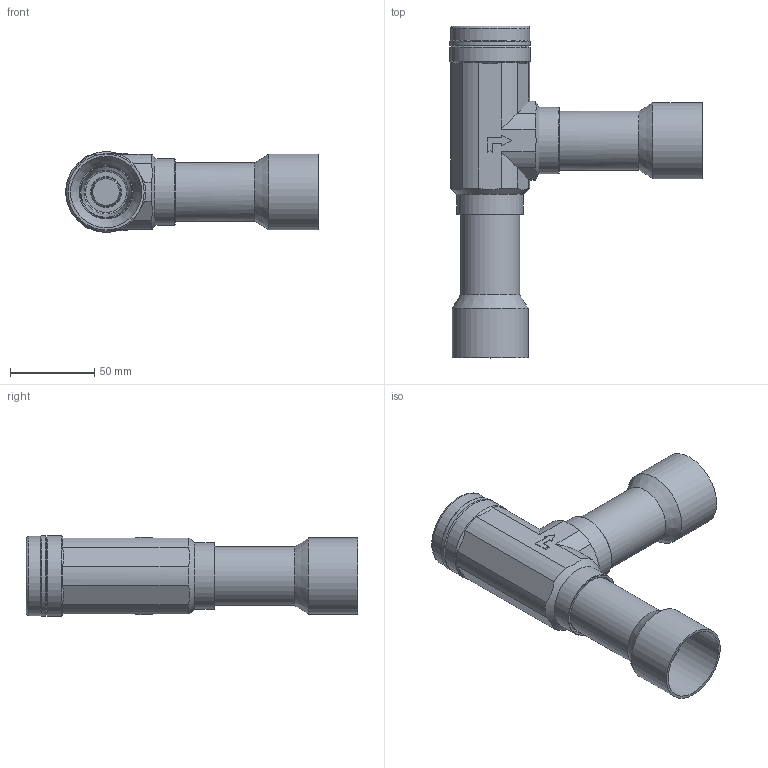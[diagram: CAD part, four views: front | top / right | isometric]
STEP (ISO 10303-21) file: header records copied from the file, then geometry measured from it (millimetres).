
FILE_DESCRIPTION(('TFLEX Exchange Step'),'2;1');
FILE_NAME('020-1073R.stp', '2023-12-18T10:20:50+03:00',('RUCO2978'),('Unknown organisation'),'TFLEX Exchange 2022.1','T-FLEX CAD','Unknown authorisation');
FILE_SCHEMA( ('AP242_MANAGED_MODEL_BASED_3D_ENGINEERING_MIM_LF {1 0 10303 442 1 1 4 }') );
Length unit declared in the file: millimetre
Products named in the file (1): Nodes
Bounding box: 150 x 197 x 48 mm (x, y, z)
Volume: 116543.5 mm3; surface area: 78539.6 mm2
Topology: 1 solids, 3 shells, 121 faces, 347 edges, 240 vertices
Faces by surface type: plane 52, cylinder 41, cone 22, torus 6
Full cylindrical faces by diameter (mm): 17.3 x1, 31 x2, 32 x2, 34.2 x1, 35 x2, 39.5 x3, 40 x1, 41 x1, 41.5 x2, 42.2 x2, 45.2 x2, 47 x1, 47.993 x1, 48 x1
Entity records: 5558 total; most frequent: CARTESIAN_POINT 2248, ORIENTED_EDGE 694, DIRECTION 693, EDGE_CURVE 347, AXIS2_PLACEMENT_3D 271, VERTEX_POINT 240, VECTOR 151, LINE 151
